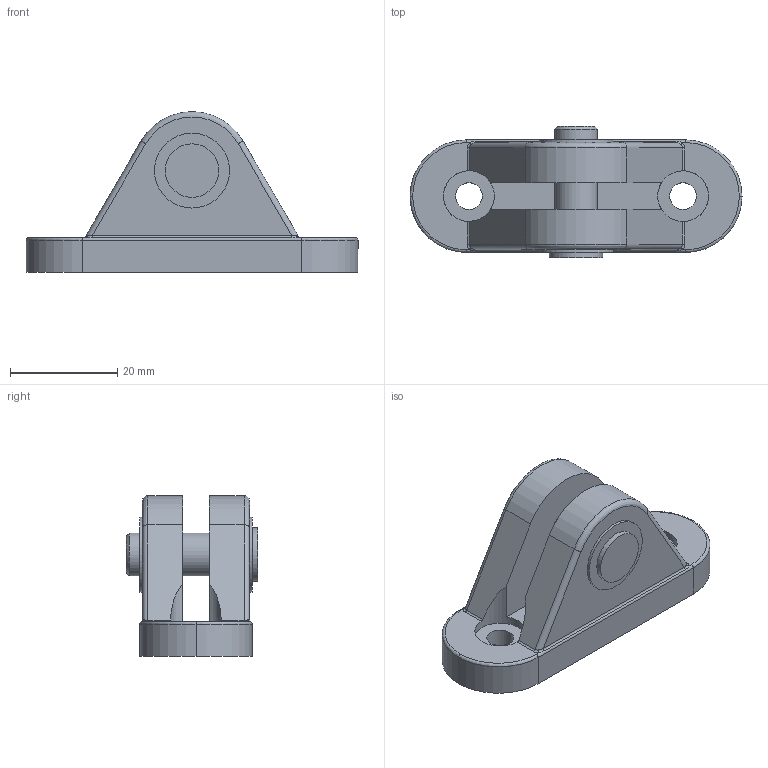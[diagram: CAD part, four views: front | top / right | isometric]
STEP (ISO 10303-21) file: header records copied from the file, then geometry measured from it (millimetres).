
FILE_DESCRIPTION(('STEP AP203'),'2;1');
FILE_NAME('19.320.00.stp','2011-09-08T18:04:41',(''),(''),'2009.3.110','THINKDESIGN','');
FILE_SCHEMA(('CONFIG_CONTROL_DESIGN'));
Length unit declared in the file: millimetre
Bounding box: 62 x 24.5 x 30 mm (x, y, z)
Volume: 17029 mm3; surface area: 7250.6 mm2
Topology: 2 solids, 2 shells, 64 faces, 167 edges, 110 vertices
Faces by surface type: cylinder 28, plane 21, bspline 15
Full cylindrical faces by diameter (mm): 5 x2, 8 x3, 9.5 x2, 10 x1, 14 x2
Entity records: 3312 total; most frequent: CARTESIAN_POINT 1624, ORIENTED_EDGE 334, DIRECTION 333, EDGE_CURVE 167, AXIS2_PLACEMENT_3D 137, VERTEX_POINT 110, CIRCLE 84, EDGE_LOOP 75
